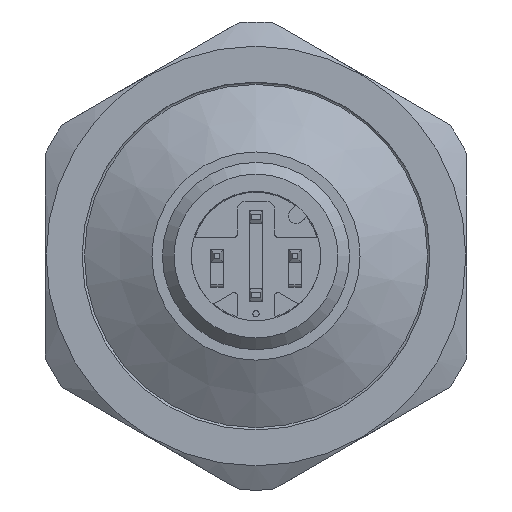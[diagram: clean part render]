
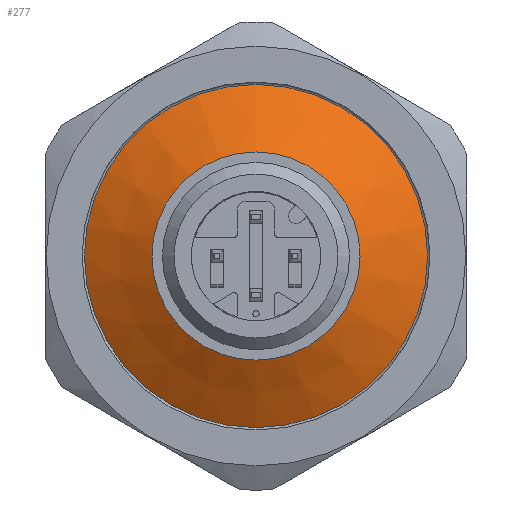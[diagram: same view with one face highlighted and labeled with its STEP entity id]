
A CAD part, front view. The second image highlights one B-rep face of the part: STEP entity #277.
In plain terms, the highlighted conical face has half-angle 60 degrees and reference radius 6.67 mm.
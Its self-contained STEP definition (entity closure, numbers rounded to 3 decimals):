
#277 = ADVANCED_FACE( '', ( #677, #678 ), #679, .T. );
#677 = FACE_OUTER_BOUND( '', #1229, .T. );
#678 = FACE_BOUND( '', #1230, .T. );
#679 = CONICAL_SURFACE( '', #1231, 6.67, 1.047 );
#1229 = EDGE_LOOP( '', ( #1996 ) );
#1230 = EDGE_LOOP( '', ( #1997 ) );
#1231 = AXIS2_PLACEMENT_3D( '', #1998, #1999, #2000 );
#1996 = ORIENTED_EDGE( '', *, *, #3245, .F. );
#1997 = ORIENTED_EDGE( '', *, *, #3246, .T. );
#1998 = CARTESIAN_POINT( '', ( 0., -73., 0. ) );
#1999 = DIRECTION( '', ( 0., 1., 0. ) );
#2000 = DIRECTION( '', ( 0., 0., 1. ) );
#3245 = EDGE_CURVE( '', #3925, #3925, #3926, .T. );
#3246 = EDGE_CURVE( '', #3927, #3927, #3928, .T. );
#3925 = VERTEX_POINT( '', #4882 );
#3926 = CIRCLE( '', #4883, 11. );
#3927 = VERTEX_POINT( '', #4884 );
#3928 = CIRCLE( '', #4885, 6.67 );
#4882 = CARTESIAN_POINT( '', ( 0., -70.5, 11. ) );
#4883 = AXIS2_PLACEMENT_3D( '', #5809, #5810, #5811 );
#4884 = CARTESIAN_POINT( '', ( 0., -73., 6.67 ) );
#4885 = AXIS2_PLACEMENT_3D( '', #5812, #5813, #5814 );
#5809 = CARTESIAN_POINT( '', ( 0., -70.5, 0. ) );
#5810 = DIRECTION( '', ( 0., 1., 0. ) );
#5811 = DIRECTION( '', ( 0., 0., 1. ) );
#5812 = CARTESIAN_POINT( '', ( 0., -73., 0. ) );
#5813 = DIRECTION( '', ( 0., 1., 0. ) );
#5814 = DIRECTION( '', ( 0., 0., 1. ) );
